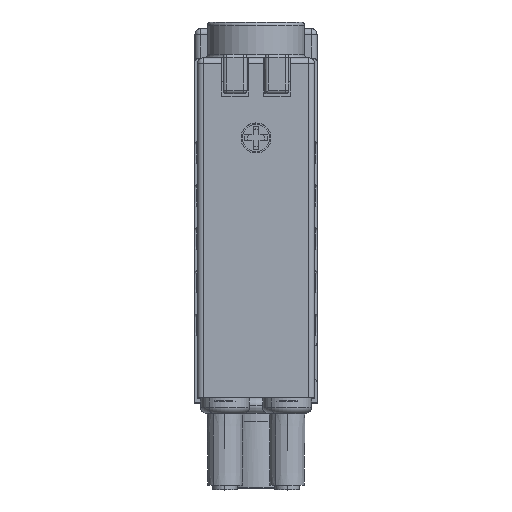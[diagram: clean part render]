
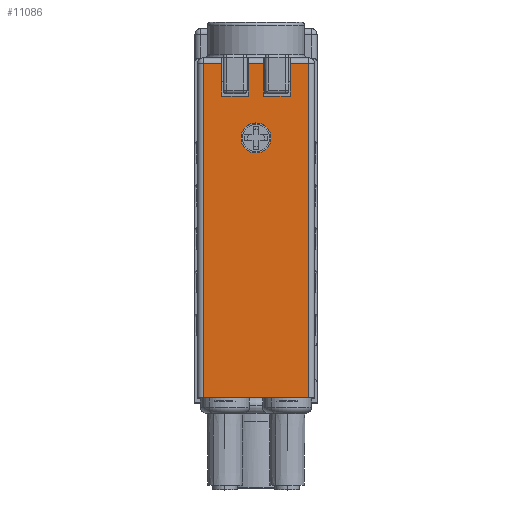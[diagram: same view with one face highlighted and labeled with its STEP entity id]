
A CAD part, top view. The second image highlights one B-rep face of the part: STEP entity #11086.
In plain terms, the highlighted planar face has unit normal (0, 0, 1).
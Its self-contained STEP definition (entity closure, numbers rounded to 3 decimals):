
#5617=FACE_BOUND('',#14240,.T.);
#5618=FACE_BOUND('',#14241,.T.);
#5817=PLANE('',#31711);
#7231=LINE('',#44539,#9162);
#7233=LINE('',#44548,#9164);
#7237=LINE('',#44567,#9168);
#7239=LINE('',#44573,#9170);
#7242=LINE('',#44587,#9173);
#7249=LINE('',#44614,#9180);
#7250=LINE('',#44616,#9181);
#7254=LINE('',#44623,#9185);
#7258=LINE('',#44630,#9189);
#7259=LINE('',#44632,#9190);
#7265=LINE('',#44643,#9196);
#7269=LINE('',#44650,#9200);
#9162=VECTOR('',#35561,1.);
#9164=VECTOR('',#35569,1.);
#9168=VECTOR('',#35589,1.);
#9170=VECTOR('',#35595,1.);
#9173=VECTOR('',#35610,1.);
#9180=VECTOR('',#35637,1.);
#9181=VECTOR('',#35640,1.);
#9185=VECTOR('',#35646,1.);
#9189=VECTOR('',#35652,1.);
#9190=VECTOR('',#35655,1.);
#9196=VECTOR('',#35663,1.);
#9200=VECTOR('',#35669,1.);
#11086=ADVANCED_FACE('',(#5617,#5618),#5817,.F.);
#14240=EDGE_LOOP('',(#16559,#16560,#16561,#16562,#16563,#16564,#16565,#16566,
#16567,#16568,#16569,#16570));
#14241=EDGE_LOOP('',(#16571,#16572));
#16559=ORIENTED_EDGE('',*,*,#26165,.T.);
#16560=ORIENTED_EDGE('',*,*,#26158,.T.);
#16561=ORIENTED_EDGE('',*,*,#26198,.F.);
#16562=ORIENTED_EDGE('',*,*,#26146,.T.);
#16563=ORIENTED_EDGE('',*,*,#26155,.T.);
#16564=ORIENTED_EDGE('',*,*,#26188,.F.);
#16565=ORIENTED_EDGE('',*,*,#26187,.F.);
#16566=ORIENTED_EDGE('',*,*,#26194,.F.);
#16567=ORIENTED_EDGE('',*,*,#26142,.T.);
#16568=ORIENTED_EDGE('',*,*,#26179,.F.);
#16569=ORIENTED_EDGE('',*,*,#26178,.F.);
#16570=ORIENTED_EDGE('',*,*,#26183,.F.);
#16571=ORIENTED_EDGE('',*,*,#26172,.F.);
#16572=ORIENTED_EDGE('',*,*,#26199,.F.);
#23628=VERTEX_POINT('',#44537);
#23630=VERTEX_POINT('',#44540);
#23633=VERTEX_POINT('',#44547);
#23634=VERTEX_POINT('',#44549);
#23639=VERTEX_POINT('',#44565);
#23641=VERTEX_POINT('',#44571);
#23643=VERTEX_POINT('',#44574);
#23647=VERTEX_POINT('',#44585);
#23651=VERTEX_POINT('',#44597);
#23653=VERTEX_POINT('',#44601);
#23656=VERTEX_POINT('',#44611);
#23657=VERTEX_POINT('',#44613);
#23660=VERTEX_POINT('',#44627);
#23661=VERTEX_POINT('',#44629);
#26142=EDGE_CURVE('',#23630,#23628,#7231,.T.);
#26146=EDGE_CURVE('',#23634,#23633,#7233,.T.);
#26155=EDGE_CURVE('',#23633,#23639,#7237,.T.);
#26158=EDGE_CURVE('',#23643,#23641,#7239,.T.);
#26165=EDGE_CURVE('',#23647,#23643,#7242,.T.);
#26172=EDGE_CURVE('',#23653,#23651,#29760,.T.);
#26178=EDGE_CURVE('',#23657,#23656,#7249,.T.);
#26179=EDGE_CURVE('',#23656,#23628,#7250,.T.);
#26183=EDGE_CURVE('',#23647,#23657,#7254,.T.);
#26187=EDGE_CURVE('',#23661,#23660,#7258,.T.);
#26188=EDGE_CURVE('',#23660,#23639,#7259,.T.);
#26194=EDGE_CURVE('',#23630,#23661,#7265,.T.);
#26198=EDGE_CURVE('',#23634,#23641,#7269,.T.);
#26199=EDGE_CURVE('',#23651,#23653,#29764,.T.);
#29760=CIRCLE('',#31698,1.25);
#29764=CIRCLE('',#31710,1.25);
#31698=AXIS2_PLACEMENT_3D('',#44602,#35623,#35624);
#31710=AXIS2_PLACEMENT_3D('',#44651,#35670,#35671);
#31711=AXIS2_PLACEMENT_3D('',#44652,#35672,#35673);
#35561=DIRECTION('',(-1.,0.,0.));
#35569=DIRECTION('',(0.,1.,0.));
#35589=DIRECTION('',(-1.,0.,0.));
#35595=DIRECTION('',(0.,-1.,0.));
#35610=DIRECTION('',(-1.,0.,0.));
#35623=DIRECTION('',(0.,0.,1.));
#35624=DIRECTION('',(1.,0.,0.));
#35637=DIRECTION('',(1.,0.,0.));
#35640=DIRECTION('',(0.,1.,0.));
#35646=DIRECTION('',(0.,-1.,0.));
#35652=DIRECTION('',(1.,0.,0.));
#35655=DIRECTION('',(0.,1.,0.));
#35663=DIRECTION('',(0.,-1.,0.));
#35669=DIRECTION('',(-1.,0.,0.));
#35670=DIRECTION('',(0.,0.,1.));
#35671=DIRECTION('',(1.,0.,0.));
#35672=DIRECTION('',(0.,0.,-1.));
#35673=DIRECTION('',(1.,0.,0.));
#44537=CARTESIAN_POINT('',(-0.65,18.4,44.1));
#44539=CARTESIAN_POINT('',(0.,18.4,44.1));
#44540=CARTESIAN_POINT('',(0.65,18.4,44.1));
#44547=CARTESIAN_POINT('',(4.4,18.4,44.1));
#44548=CARTESIAN_POINT('',(4.4,-9.5,44.1));
#44549=CARTESIAN_POINT('',(4.4,-9.5,44.1));
#44565=CARTESIAN_POINT('',(2.85,18.4,44.1));
#44567=CARTESIAN_POINT('',(0.,18.4,44.1));
#44571=CARTESIAN_POINT('',(-4.4,-9.5,44.1));
#44573=CARTESIAN_POINT('',(-4.4,-9.5,44.1));
#44574=CARTESIAN_POINT('',(-4.4,18.4,44.1));
#44585=CARTESIAN_POINT('',(-2.85,18.4,44.1));
#44587=CARTESIAN_POINT('',(0.,18.4,44.1));
#44597=CARTESIAN_POINT('',(-1.25,12.2,44.1));
#44601=CARTESIAN_POINT('',(1.25,12.2,44.1));
#44602=CARTESIAN_POINT('',(0.,12.2,44.1));
#44611=CARTESIAN_POINT('',(-0.65,15.7,44.1));
#44613=CARTESIAN_POINT('',(-2.85,15.7,44.1));
#44614=CARTESIAN_POINT('',(-2.85,15.7,44.1));
#44616=CARTESIAN_POINT('',(-0.65,18.9,44.1));
#44623=CARTESIAN_POINT('',(-2.85,18.9,44.1));
#44627=CARTESIAN_POINT('',(2.85,15.7,44.1));
#44629=CARTESIAN_POINT('',(0.65,15.7,44.1));
#44630=CARTESIAN_POINT('',(0.65,15.7,44.1));
#44632=CARTESIAN_POINT('',(2.85,18.9,44.1));
#44643=CARTESIAN_POINT('',(0.65,18.9,44.1));
#44650=CARTESIAN_POINT('',(4.9,-9.5,44.1));
#44651=CARTESIAN_POINT('',(0.,12.2,44.1));
#44652=CARTESIAN_POINT('',(0.,-9.5,44.1));
